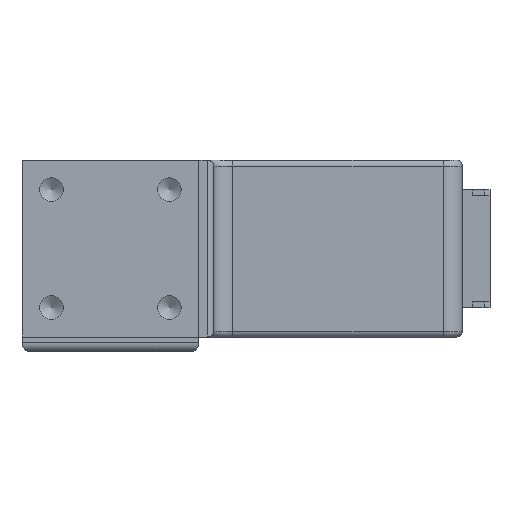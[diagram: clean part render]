
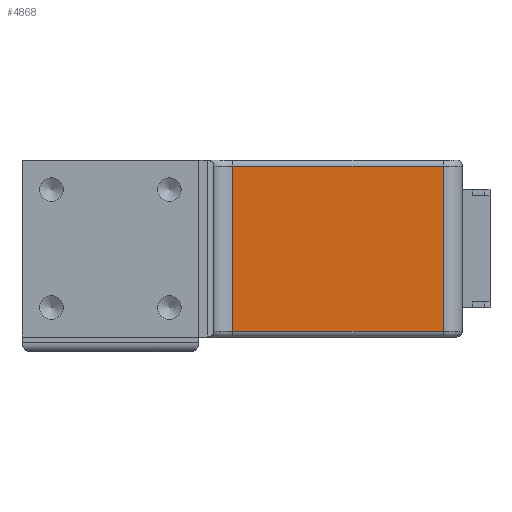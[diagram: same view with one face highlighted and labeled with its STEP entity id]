
A CAD part, left-side view. The second image highlights one B-rep face of the part: STEP entity #4868.
In plain terms, the highlighted planar face has unit normal (-1, 0, 0).
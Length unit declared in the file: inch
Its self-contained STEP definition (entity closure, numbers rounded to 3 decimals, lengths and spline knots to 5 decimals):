
#140=FACE_OUTER_BOUND('',#393,.T.);
#393=EDGE_LOOP('',(#3123,#3124,#3125,#3126));
#797=LINE('',#6877,#1366);
#801=LINE('',#6898,#1370);
#803=LINE('',#6906,#1372);
#805=LINE('',#6909,#1374);
#1366=VECTOR('',#5560,0.3937);
#1370=VECTOR('',#5588,0.3937);
#1372=VECTOR('',#5600,0.3937);
#1374=VECTOR('',#5604,0.3937);
#1939=VERTEX_POINT('',#6867);
#1941=VERTEX_POINT('',#6873);
#1946=VERTEX_POINT('',#6892);
#1947=VERTEX_POINT('',#6896);
#2403=EDGE_CURVE('',#1939,#1941,#797,.T.);
#2414=EDGE_CURVE('',#1946,#1947,#801,.T.);
#2418=EDGE_CURVE('',#1946,#1941,#803,.T.);
#2420=EDGE_CURVE('',#1947,#1939,#805,.T.);
#3123=ORIENTED_EDGE('',*,*,#2403,.F.);
#3124=ORIENTED_EDGE('',*,*,#2420,.F.);
#3125=ORIENTED_EDGE('',*,*,#2414,.F.);
#3126=ORIENTED_EDGE('',*,*,#2418,.T.);
#4416=PLANE('',#5163);
#4868=ADVANCED_FACE('',(#140),#4416,.T.);
#5163=AXIS2_PLACEMENT_3D('',#6908,#5602,#5603);
#5560=DIRECTION('',(0.,-1.,0.));
#5588=DIRECTION('',(0.,1.,0.));
#5600=DIRECTION('',(0.,0.,1.));
#5602=DIRECTION('center_axis',(-1.,0.,0.));
#5603=DIRECTION('ref_axis',(0.,-1.,0.));
#5604=DIRECTION('',(0.,0.,1.));
#6867=CARTESIAN_POINT('',(0.32943,-0.28209,0.76505));
#6873=CARTESIAN_POINT('',(0.32943,-0.98609,0.76505));
#6877=CARTESIAN_POINT('',(0.32943,-0.45658,0.76505));
#6892=CARTESIAN_POINT('',(0.32943,-0.98609,0.21405));
#6896=CARTESIAN_POINT('',(0.32943,-0.28209,0.21405));
#6898=CARTESIAN_POINT('',(0.32943,-0.45658,0.21405));
#6906=CARTESIAN_POINT('',(0.32943,-0.98609,0.19405));
#6908=CARTESIAN_POINT('Origin',(0.32943,-0.28209,0.19405));
#6909=CARTESIAN_POINT('',(0.32943,-0.28209,0.19405));
